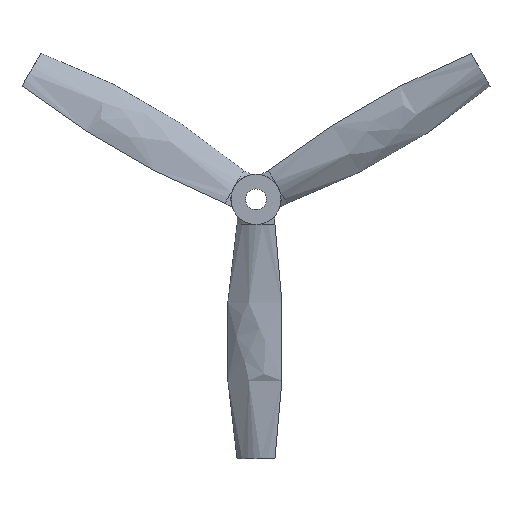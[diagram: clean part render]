
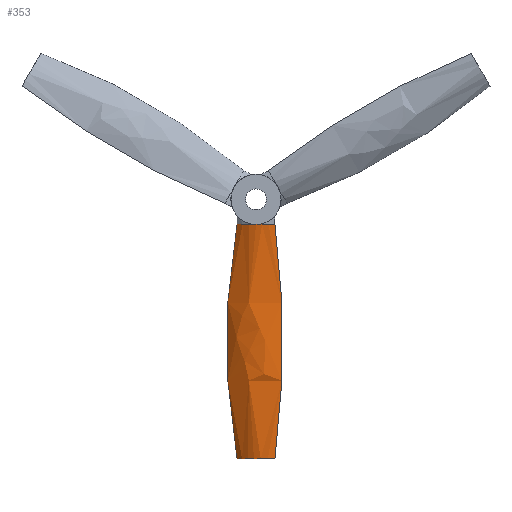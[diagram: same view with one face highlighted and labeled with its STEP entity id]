
A CAD part, top view. The second image highlights one B-rep face of the part: STEP entity #353.
In plain terms, the highlighted free-form (B-spline) face has degree [3, 3] with [5, 4] control points.
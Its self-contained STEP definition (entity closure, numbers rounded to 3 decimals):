
#61=CIRCLE('',#388,11.435);
#62=CIRCLE('',#389,11.435);
#72=B_SPLINE_SURFACE_WITH_KNOTS('',3,3,((#754,#755,#756,#757),(#758,#759,
#760,#761),(#762,#763,#764,#765),(#766,#767,#768,#769),(#770,#771,#772,
#773)),.UNSPECIFIED.,.F.,.F.,.F.,(4,1,4),(4,4),(0.,0.571,1.),
(0.,1.),.UNSPECIFIED.);
#89=FACE_OUTER_BOUND('',#114,.T.);
#114=EDGE_LOOP('',(#294,#295,#296,#297,#298));
#147=B_SPLINE_CURVE_WITH_KNOTS('',3,(#714,#715,#716,#717,#718),
 .UNSPECIFIED.,.F.,.F.,(4,1,4),(0.,0.571,1.),.UNSPECIFIED.);
#148=B_SPLINE_CURVE_WITH_KNOTS('',3,(#742,#743,#744,#745,#746,#747),
 .UNSPECIFIED.,.F.,.F.,(4,2,4),(0.,0.536,1.),.UNSPECIFIED.);
#149=B_SPLINE_CURVE_WITH_KNOTS('',3,(#748,#749,#750,#751,#752,#753),
 .UNSPECIFIED.,.F.,.F.,(4,2,4),(0.,0.536,1.),.UNSPECIFIED.);
#172=VERTEX_POINT('',#708);
#173=VERTEX_POINT('',#709);
#175=VERTEX_POINT('',#736);
#177=VERTEX_POINT('',#740);
#178=VERTEX_POINT('',#774);
#216=EDGE_CURVE('',#173,#172,#147,.T.);
#220=EDGE_CURVE('',#177,#173,#148,.T.);
#221=EDGE_CURVE('',#175,#172,#149,.T.);
#222=EDGE_CURVE('',#178,#177,#61,.T.);
#223=EDGE_CURVE('',#175,#178,#62,.T.);
#294=ORIENTED_EDGE('',*,*,#222,.F.);
#295=ORIENTED_EDGE('',*,*,#223,.F.);
#296=ORIENTED_EDGE('',*,*,#221,.T.);
#297=ORIENTED_EDGE('',*,*,#216,.F.);
#298=ORIENTED_EDGE('',*,*,#220,.F.);
#353=ADVANCED_FACE('',(#89),#72,.T.);
#388=AXIS2_PLACEMENT_3D('',#775,#456,#457);
#389=AXIS2_PLACEMENT_3D('',#776,#458,#459);
#456=DIRECTION('center_axis',(0.,1.,0.));
#457=DIRECTION('ref_axis',(-0.016,0.,-1.));
#458=DIRECTION('center_axis',(0.,1.,0.));
#459=DIRECTION('ref_axis',(-0.016,0.,-1.));
#708=CARTESIAN_POINT('',(-4.532,-62.,0.887));
#709=CARTESIAN_POINT('',(4.532,-62.,5.113));
#714=CARTESIAN_POINT('Ctrl Pts',(4.532,-62.,5.113));
#715=CARTESIAN_POINT('Ctrl Pts',(2.56,-62.,5.145));
#716=CARTESIAN_POINT('Ctrl Pts',(-0.9,-62.,4.288));
#717=CARTESIAN_POINT('Ctrl Pts',(-3.6,-62.,2.035));
#718=CARTESIAN_POINT('Ctrl Pts',(-4.532,-62.,0.887));
#736=CARTESIAN_POINT('',(-4.532,-6.,0.887));
#740=CARTESIAN_POINT('',(4.532,-6.,5.113));
#742=CARTESIAN_POINT('Ctrl Pts',(4.532,-6.,5.113));
#743=CARTESIAN_POINT('Ctrl Pts',(5.873,-16.002,5.319));
#744=CARTESIAN_POINT('Ctrl Pts',(6.495,-26.002,5.415));
#745=CARTESIAN_POINT('Ctrl Pts',(6.317,-44.669,5.387));
#746=CARTESIAN_POINT('Ctrl Pts',(5.694,-53.335,5.292));
#747=CARTESIAN_POINT('Ctrl Pts',(4.532,-62.,5.113));
#748=CARTESIAN_POINT('Ctrl Pts',(-4.532,-6.,0.887));
#749=CARTESIAN_POINT('Ctrl Pts',(-6.303,-16.002,1.327));
#750=CARTESIAN_POINT('Ctrl Pts',(-7.126,-26.002,1.531));
#751=CARTESIAN_POINT('Ctrl Pts',(-6.891,-44.669,1.473));
#752=CARTESIAN_POINT('Ctrl Pts',(-6.068,-53.335,1.268));
#753=CARTESIAN_POINT('Ctrl Pts',(-4.532,-62.,0.887));
#754=CARTESIAN_POINT('Ctrl Pts',(4.532,-6.,5.113));
#755=CARTESIAN_POINT('Ctrl Pts',(7.036,-24.675,5.498));
#756=CARTESIAN_POINT('Ctrl Pts',(7.036,-43.342,5.498));
#757=CARTESIAN_POINT('Ctrl Pts',(4.532,-62.,5.113));
#758=CARTESIAN_POINT('Ctrl Pts',(2.56,-6.,5.145));
#759=CARTESIAN_POINT('Ctrl Pts',(4.078,-24.675,6.285));
#760=CARTESIAN_POINT('Ctrl Pts',(4.078,-43.342,6.285));
#761=CARTESIAN_POINT('Ctrl Pts',(2.56,-62.,5.145));
#762=CARTESIAN_POINT('Ctrl Pts',(-0.9,-6.,4.288));
#763=CARTESIAN_POINT('Ctrl Pts',(-1.491,-24.675,6.095));
#764=CARTESIAN_POINT('Ctrl Pts',(-1.491,-43.342,6.095));
#765=CARTESIAN_POINT('Ctrl Pts',(-0.9,-62.,4.288));
#766=CARTESIAN_POINT('Ctrl Pts',(-3.6,-6.,2.035));
#767=CARTESIAN_POINT('Ctrl Pts',(-6.18,-24.675,3.28));
#768=CARTESIAN_POINT('Ctrl Pts',(-6.18,-43.342,3.28));
#769=CARTESIAN_POINT('Ctrl Pts',(-3.6,-62.,2.035));
#770=CARTESIAN_POINT('Ctrl Pts',(-4.532,-6.,0.887));
#771=CARTESIAN_POINT('Ctrl Pts',(-7.84,-24.675,1.709));
#772=CARTESIAN_POINT('Ctrl Pts',(-7.84,-43.342,1.709));
#773=CARTESIAN_POINT('Ctrl Pts',(-4.532,-62.,0.887));
#774=CARTESIAN_POINT('',(0.,-6.,4.256));
#775=CARTESIAN_POINT('Origin',(4.346,-6.,-6.321));
#776=CARTESIAN_POINT('Origin',(4.346,-6.,-6.321));
